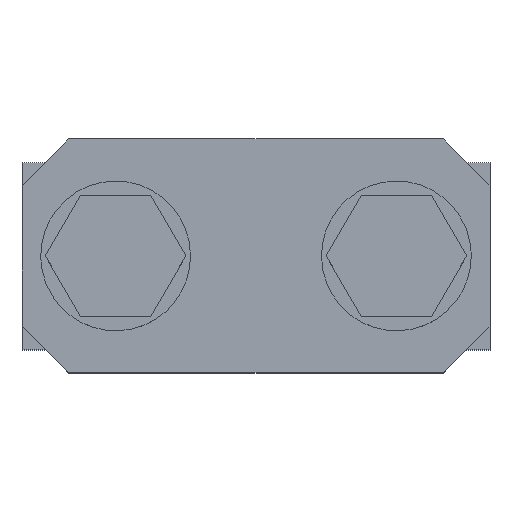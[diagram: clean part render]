
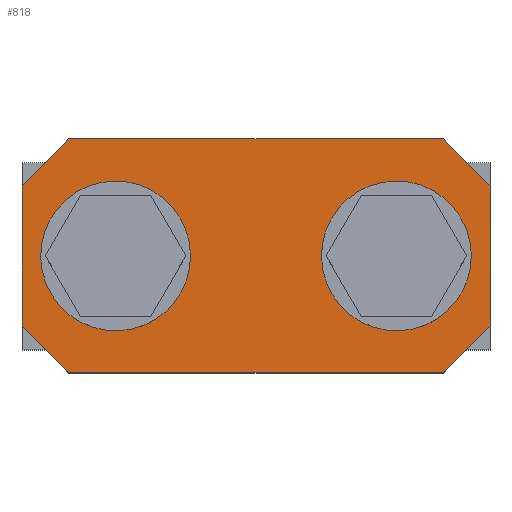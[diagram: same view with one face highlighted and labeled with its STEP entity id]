
A CAD part, top view. The second image highlights one B-rep face of the part: STEP entity #818.
In plain terms, the highlighted planar face has unit normal (0, 0, 1).
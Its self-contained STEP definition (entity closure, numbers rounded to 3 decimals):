
#664=AXIS2_PLACEMENT_3D('Circle Axis2P3D',#662,#663,$) ;
#699=AXIS2_PLACEMENT_3D('Circle Axis2P3D',#697,#698,$) ;
#721=AXIS2_PLACEMENT_3D('Circle Axis2P3D',#719,#720,$) ;
#756=AXIS2_PLACEMENT_3D('Circle Axis2P3D',#754,#755,$) ;
#798=AXIS2_PLACEMENT_3D('Plane Axis2P3D',#795,#796,#797) ;
#420=CARTESIAN_POINT('Vertex',(-20.,12.5,5.)) ;
#434=CARTESIAN_POINT('Vertex',(-25.,7.5,5.)) ;
#437=CARTESIAN_POINT('Line Origine',(-22.5,10.,5.)) ;
#465=CARTESIAN_POINT('Vertex',(-25.,-7.5,5.)) ;
#468=CARTESIAN_POINT('Line Origine',(-25.,0.,5.)) ;
#496=CARTESIAN_POINT('Vertex',(-20.,-12.5,5.)) ;
#499=CARTESIAN_POINT('Line Origine',(-22.5,-10.,5.)) ;
#527=CARTESIAN_POINT('Vertex',(20.,-12.5,5.)) ;
#530=CARTESIAN_POINT('Line Origine',(0.,-12.5,5.)) ;
#558=CARTESIAN_POINT('Vertex',(25.,-7.5,5.)) ;
#561=CARTESIAN_POINT('Line Origine',(22.5,-10.,5.)) ;
#589=CARTESIAN_POINT('Vertex',(25.,7.5,5.)) ;
#592=CARTESIAN_POINT('Line Origine',(25.,0.,5.)) ;
#620=CARTESIAN_POINT('Vertex',(20.,12.5,5.)) ;
#623=CARTESIAN_POINT('Line Origine',(22.5,10.,5.)) ;
#645=CARTESIAN_POINT('Line Origine',(0.,12.5,5.)) ;
#662=CARTESIAN_POINT('Axis2P3D Location',(-15.,0.,5.)) ;
#666=CARTESIAN_POINT('Vertex',(-19.5,0.,5.)) ;
#668=CARTESIAN_POINT('Vertex',(-10.5,0.,5.)) ;
#697=CARTESIAN_POINT('Axis2P3D Location',(-15.,0.,5.)) ;
#719=CARTESIAN_POINT('Axis2P3D Location',(15.,0.,5.)) ;
#723=CARTESIAN_POINT('Vertex',(10.5,0.,5.)) ;
#725=CARTESIAN_POINT('Vertex',(19.5,0.,5.)) ;
#754=CARTESIAN_POINT('Axis2P3D Location',(15.,0.,5.)) ;
#795=CARTESIAN_POINT('Axis2P3D Location',(0.,0.,5.)) ;
#438=DIRECTION('Vector Direction',(0.707,0.707,0.)) ;
#469=DIRECTION('Vector Direction',(0.,-1.,0.)) ;
#500=DIRECTION('Vector Direction',(0.707,-0.707,0.)) ;
#531=DIRECTION('Vector Direction',(-1.,0.,0.)) ;
#562=DIRECTION('Vector Direction',(0.707,0.707,0.)) ;
#593=DIRECTION('Vector Direction',(0.,1.,0.)) ;
#624=DIRECTION('Vector Direction',(-0.707,0.707,0.)) ;
#646=DIRECTION('Vector Direction',(1.,0.,0.)) ;
#663=DIRECTION('Axis2P3D Direction',(0.,0.,1.)) ;
#698=DIRECTION('Axis2P3D Direction',(0.,0.,1.)) ;
#720=DIRECTION('Axis2P3D Direction',(0.,0.,1.)) ;
#755=DIRECTION('Axis2P3D Direction',(0.,0.,1.)) ;
#796=DIRECTION('Axis2P3D Direction',(0.,0.,1.)) ;
#797=DIRECTION('Axis2P3D XDirection',(1.,0.,0.)) ;
#439=VECTOR('Line Direction',#438,1.) ;
#470=VECTOR('Line Direction',#469,1.) ;
#501=VECTOR('Line Direction',#500,1.) ;
#532=VECTOR('Line Direction',#531,1.) ;
#563=VECTOR('Line Direction',#562,1.) ;
#594=VECTOR('Line Direction',#593,1.) ;
#625=VECTOR('Line Direction',#624,1.) ;
#647=VECTOR('Line Direction',#646,1.) ;
#801=ORIENTED_EDGE('',*,*,#441,.T.) ;
#802=ORIENTED_EDGE('',*,*,#472,.T.) ;
#803=ORIENTED_EDGE('',*,*,#503,.T.) ;
#804=ORIENTED_EDGE('',*,*,#534,.T.) ;
#805=ORIENTED_EDGE('',*,*,#565,.T.) ;
#806=ORIENTED_EDGE('',*,*,#596,.T.) ;
#807=ORIENTED_EDGE('',*,*,#627,.T.) ;
#808=ORIENTED_EDGE('',*,*,#649,.T.) ;
#811=ORIENTED_EDGE('',*,*,#670,.F.) ;
#812=ORIENTED_EDGE('',*,*,#701,.F.) ;
#815=ORIENTED_EDGE('',*,*,#727,.F.) ;
#816=ORIENTED_EDGE('',*,*,#758,.F.) ;
#813=FACE_BOUND('',#810,.T.) ;
#817=FACE_BOUND('',#814,.T.) ;
#818=ADVANCED_FACE('Hauptkoerper nicht benutzen',(#809,#813,#817),#799,.T.) ;
#665=CIRCLE('generated circle',#664,4.5) ;
#700=CIRCLE('generated circle',#699,4.5) ;
#722=CIRCLE('generated circle',#721,4.5) ;
#757=CIRCLE('generated circle',#756,4.5) ;
#441=EDGE_CURVE('',#421,#435,#440,.F.) ;
#472=EDGE_CURVE('',#435,#466,#471,.T.) ;
#503=EDGE_CURVE('',#466,#497,#502,.T.) ;
#534=EDGE_CURVE('',#497,#528,#533,.F.) ;
#565=EDGE_CURVE('',#528,#559,#564,.T.) ;
#596=EDGE_CURVE('',#559,#590,#595,.T.) ;
#627=EDGE_CURVE('',#590,#621,#626,.T.) ;
#649=EDGE_CURVE('',#621,#421,#648,.F.) ;
#670=EDGE_CURVE('',#667,#669,#665,.T.) ;
#701=EDGE_CURVE('',#669,#667,#700,.T.) ;
#727=EDGE_CURVE('',#724,#726,#722,.T.) ;
#758=EDGE_CURVE('',#726,#724,#757,.T.) ;
#800=EDGE_LOOP('',(#801,#802,#803,#804,#805,#806,#807,#808)) ;
#810=EDGE_LOOP('',(#811,#812)) ;
#814=EDGE_LOOP('',(#815,#816)) ;
#809=FACE_OUTER_BOUND('',#800,.T.) ;
#440=LINE('Line',#437,#439) ;
#471=LINE('Line',#468,#470) ;
#502=LINE('Line',#499,#501) ;
#533=LINE('Line',#530,#532) ;
#564=LINE('Line',#561,#563) ;
#595=LINE('Line',#592,#594) ;
#626=LINE('Line',#623,#625) ;
#648=LINE('Line',#645,#647) ;
#799=PLANE('',#798) ;
#421=VERTEX_POINT('',#420) ;
#435=VERTEX_POINT('',#434) ;
#466=VERTEX_POINT('',#465) ;
#497=VERTEX_POINT('',#496) ;
#528=VERTEX_POINT('',#527) ;
#559=VERTEX_POINT('',#558) ;
#590=VERTEX_POINT('',#589) ;
#621=VERTEX_POINT('',#620) ;
#667=VERTEX_POINT('',#666) ;
#669=VERTEX_POINT('',#668) ;
#724=VERTEX_POINT('',#723) ;
#726=VERTEX_POINT('',#725) ;
